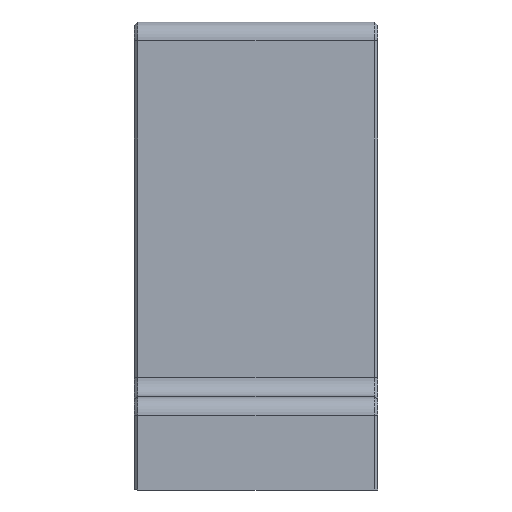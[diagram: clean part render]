
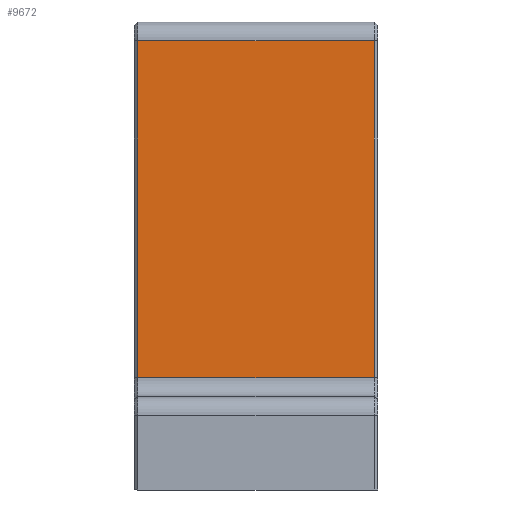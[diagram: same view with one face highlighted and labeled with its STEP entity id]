
A CAD part, front view. The second image highlights one B-rep face of the part: STEP entity #9672.
In plain terms, the highlighted planar face has unit normal (0, -1, 0).
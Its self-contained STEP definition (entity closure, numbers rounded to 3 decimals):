
#9189=CARTESIAN_POINT('',(-25.3,-50.,24.));
#9190=VERTEX_POINT('',#9189);
#9214=CARTESIAN_POINT('',(-25.3,-50.,96.));
#9215=VERTEX_POINT('',#9214);
#9224=CARTESIAN_POINT('',(-25.3,-50.,24.));
#9225=DIRECTION('',(0.0,0.0,1.0));
#9226=VECTOR('',#9225,72.);
#9227=LINE('',#9224,#9226);
#9228=EDGE_CURVE('',#9190,#9215,#9227,.T.);
#9630=CARTESIAN_POINT('',(25.3,-50.,96.));
#9631=VERTEX_POINT('',#9630);
#9632=CARTESIAN_POINT('',(25.3,-50.,96.));
#9633=DIRECTION('',(-1.0,0.0,0.0));
#9634=VECTOR('',#9633,50.6);
#9635=LINE('',#9632,#9634);
#9636=EDGE_CURVE('',#9631,#9215,#9635,.T.);
#9649=CARTESIAN_POINT('',(0.0,-50.,100.));
#9650=DIRECTION('',(0.0,1.0,0.0));
#9651=DIRECTION('',(0.0,0.0,1.0));
#9652=AXIS2_PLACEMENT_3D('',#9649,#9650,#9651);
#9653=PLANE('',#9652);
#9654=ORIENTED_EDGE('',*,*,#9228,.F.);
#9655=CARTESIAN_POINT('',(25.3,-50.,24.));
#9656=VERTEX_POINT('',#9655);
#9657=CARTESIAN_POINT('',(-25.3,-50.,24.));
#9658=DIRECTION('',(1.0,0.0,0.0));
#9659=VECTOR('',#9658,50.6);
#9660=LINE('',#9657,#9659);
#9661=EDGE_CURVE('',#9190,#9656,#9660,.T.);
#9662=ORIENTED_EDGE('',*,*,#9661,.T.);
#9663=CARTESIAN_POINT('',(25.3,-50.,96.));
#9664=DIRECTION('',(0.0,0.0,-1.0));
#9665=VECTOR('',#9664,72.);
#9666=LINE('',#9663,#9665);
#9667=EDGE_CURVE('',#9631,#9656,#9666,.T.);
#9668=ORIENTED_EDGE('',*,*,#9667,.F.);
#9669=ORIENTED_EDGE('',*,*,#9636,.T.);
#9670=EDGE_LOOP('',(#9654,#9662,#9668,#9669));
#9671=FACE_OUTER_BOUND('',#9670,.T.);
#9672=ADVANCED_FACE('',(#9671),#9653,.F.);
